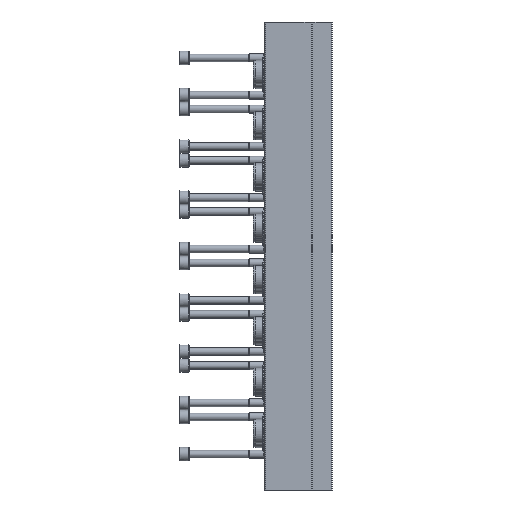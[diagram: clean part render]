
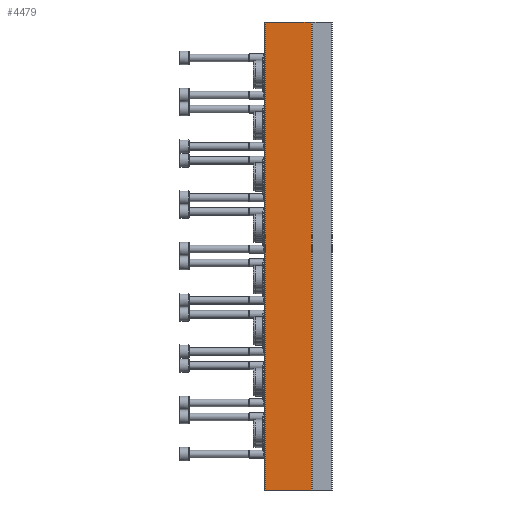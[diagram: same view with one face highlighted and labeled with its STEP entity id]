
A CAD part, left-side view. The second image highlights one B-rep face of the part: STEP entity #4479.
In plain terms, the highlighted planar face has unit normal (-1, 0, 0).
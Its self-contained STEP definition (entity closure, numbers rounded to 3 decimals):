
#225=PLANE('',#4825);
#338=LINE('',#7237,#618);
#339=LINE('',#7239,#619);
#340=LINE('',#7241,#620);
#341=LINE('',#7243,#621);
#618=VECTOR('',#5429,1000.);
#619=VECTOR('',#5432,1000.);
#620=VECTOR('',#5433,1000.);
#621=VECTOR('',#5434,1000.);
#1196=ORIENTED_EDGE('',*,*,#2362,.F.);
#1197=ORIENTED_EDGE('',*,*,#2361,.F.);
#1198=ORIENTED_EDGE('',*,*,#2363,.T.);
#1199=ORIENTED_EDGE('',*,*,#2364,.T.);
#2361=EDGE_CURVE('',#2944,#2942,#338,.T.);
#2362=EDGE_CURVE('',#2942,#2945,#339,.T.);
#2363=EDGE_CURVE('',#2944,#2946,#340,.T.);
#2364=EDGE_CURVE('',#2946,#2945,#341,.T.);
#2942=VERTEX_POINT('',#7232);
#2944=VERTEX_POINT('',#7236);
#2945=VERTEX_POINT('',#7240);
#2946=VERTEX_POINT('',#7242);
#3424=EDGE_LOOP('',(#1196,#1197,#1198,#1199));
#3898=FACE_BOUND('',#3424,.T.);
#4479=ADVANCED_FACE('',(#3898),#225,.T.);
#4825=AXIS2_PLACEMENT_3D('',#7238,#5430,#5431);
#5429=DIRECTION('',(0.,0.,1.));
#5430=DIRECTION('',(-1.,0.,0.));
#5431=DIRECTION('',(0.,0.,1.));
#5432=DIRECTION('',(0.,-1.,0.));
#5433=DIRECTION('',(0.,-1.,0.));
#5434=DIRECTION('',(0.,0.,1.));
#7232=CARTESIAN_POINT('',(-47.,41.5,0.));
#7236=CARTESIAN_POINT('',(-47.,41.5,-292.));
#7237=CARTESIAN_POINT('',(-47.,41.5,-292.));
#7238=CARTESIAN_POINT('',(-47.,41.5,-292.));
#7239=CARTESIAN_POINT('',(-47.,41.5,0.));
#7240=CARTESIAN_POINT('',(-47.,13.377,0.));
#7241=CARTESIAN_POINT('',(-47.,41.5,-292.));
#7242=CARTESIAN_POINT('',(-47.,13.377,-292.));
#7243=CARTESIAN_POINT('',(-47.,13.377,-292.));
